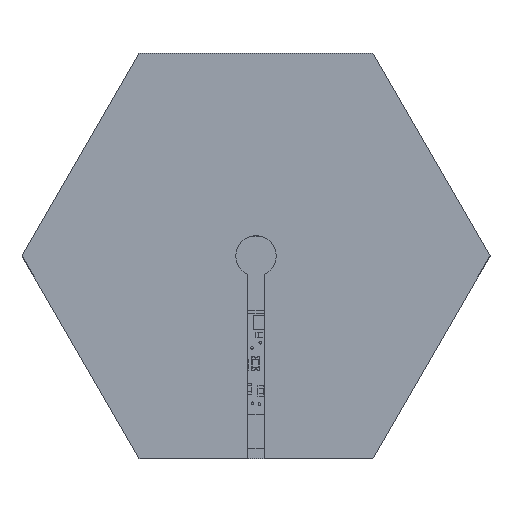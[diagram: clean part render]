
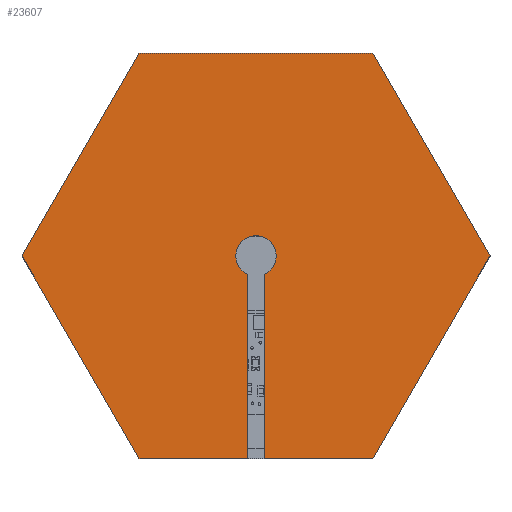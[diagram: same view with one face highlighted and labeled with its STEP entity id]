
A CAD part, top view. The second image highlights one B-rep face of the part: STEP entity #23607.
In plain terms, the highlighted planar face has unit normal (0, 0, 1).
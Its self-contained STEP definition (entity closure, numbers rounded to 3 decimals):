
#1230=CIRCLE('',#25053,3.);
#1932=FACE_OUTER_BOUND('',#3174,.T.);
#3174=EDGE_LOOP('',(#16240,#16241,#16242,#16243,#16244,#16245,#16246,#16247,
#16248,#16249));
#4743=LINE('',#33845,#7521);
#4746=LINE('',#33851,#7524);
#4750=LINE('',#33863,#7528);
#4753=LINE('',#33869,#7531);
#4756=LINE('',#33875,#7534);
#4759=LINE('',#33881,#7537);
#4762=LINE('',#33887,#7540);
#4765=LINE('',#33893,#7543);
#4768=LINE('',#33897,#7546);
#7521=VECTOR('',#27269,10.);
#7524=VECTOR('',#27274,10.);
#7528=VECTOR('',#27286,10.);
#7531=VECTOR('',#27291,10.);
#7534=VECTOR('',#27296,10.);
#7537=VECTOR('',#27301,10.);
#7540=VECTOR('',#27306,10.);
#7543=VECTOR('',#27311,10.);
#7546=VECTOR('',#27316,10.);
#10218=VERTEX_POINT('',#33842);
#10219=VERTEX_POINT('',#33844);
#10221=VERTEX_POINT('',#33850);
#10223=VERTEX_POINT('',#33856);
#10225=VERTEX_POINT('',#33862);
#10227=VERTEX_POINT('',#33868);
#10229=VERTEX_POINT('',#33874);
#10231=VERTEX_POINT('',#33880);
#10233=VERTEX_POINT('',#33886);
#10235=VERTEX_POINT('',#33892);
#12543=EDGE_CURVE('',#10219,#10218,#4743,.T.);
#12546=EDGE_CURVE('',#10221,#10219,#4746,.T.);
#12549=EDGE_CURVE('',#10223,#10221,#1230,.T.);
#12552=EDGE_CURVE('',#10225,#10223,#4750,.T.);
#12555=EDGE_CURVE('',#10227,#10225,#4753,.T.);
#12558=EDGE_CURVE('',#10229,#10227,#4756,.T.);
#12561=EDGE_CURVE('',#10231,#10229,#4759,.T.);
#12564=EDGE_CURVE('',#10233,#10231,#4762,.T.);
#12567=EDGE_CURVE('',#10235,#10233,#4765,.T.);
#12570=EDGE_CURVE('',#10218,#10235,#4768,.T.);
#16240=ORIENTED_EDGE('',*,*,#12570,.T.);
#16241=ORIENTED_EDGE('',*,*,#12567,.T.);
#16242=ORIENTED_EDGE('',*,*,#12564,.T.);
#16243=ORIENTED_EDGE('',*,*,#12561,.T.);
#16244=ORIENTED_EDGE('',*,*,#12558,.T.);
#16245=ORIENTED_EDGE('',*,*,#12555,.T.);
#16246=ORIENTED_EDGE('',*,*,#12552,.T.);
#16247=ORIENTED_EDGE('',*,*,#12549,.T.);
#16248=ORIENTED_EDGE('',*,*,#12546,.T.);
#16249=ORIENTED_EDGE('',*,*,#12543,.T.);
#22702=PLANE('',#25061);
#23607=ADVANCED_FACE('',(#1932),#22702,.T.);
#25053=AXIS2_PLACEMENT_3D('',#33857,#27280,#27281);
#25061=AXIS2_PLACEMENT_3D('',#33898,#27317,#27318);
#27269=DIRECTION('',(1.,0.,0.));
#27274=DIRECTION('',(0.,-1.,0.));
#27280=DIRECTION('center_axis',(0.,0.,-1.));
#27281=DIRECTION('ref_axis',(-1.,0.,0.));
#27286=DIRECTION('',(0.,1.,0.));
#27291=DIRECTION('',(1.,0.,0.));
#27296=DIRECTION('',(0.5,-0.866,0.));
#27301=DIRECTION('',(-0.5,-0.866,0.));
#27306=DIRECTION('',(-1.,0.,0.));
#27311=DIRECTION('',(-0.5,0.866,0.));
#27316=DIRECTION('',(0.5,0.866,0.));
#27317=DIRECTION('center_axis',(0.,0.,1.));
#27318=DIRECTION('ref_axis',(-1.,0.,0.));
#33842=CARTESIAN_POINT('',(17.321,-30.,10.));
#33844=CARTESIAN_POINT('',(1.25,-30.,10.));
#33845=CARTESIAN_POINT('',(-17.321,-30.,10.));
#33850=CARTESIAN_POINT('',(1.25,-2.727,10.));
#33851=CARTESIAN_POINT('',(1.25,-30.,10.));
#33856=CARTESIAN_POINT('',(-1.25,-2.727,10.));
#33857=CARTESIAN_POINT('Origin',(0.,0.,10.));
#33862=CARTESIAN_POINT('',(-1.25,-30.,10.));
#33863=CARTESIAN_POINT('',(-1.25,0.,10.));
#33868=CARTESIAN_POINT('',(-17.321,-30.,10.));
#33869=CARTESIAN_POINT('',(-17.321,-30.,10.));
#33874=CARTESIAN_POINT('',(-34.641,0.,10.));
#33875=CARTESIAN_POINT('',(-34.641,0.,10.));
#33880=CARTESIAN_POINT('',(-17.321,30.,10.));
#33881=CARTESIAN_POINT('',(-17.321,30.,10.));
#33886=CARTESIAN_POINT('',(17.321,30.,10.));
#33887=CARTESIAN_POINT('',(17.321,30.,10.));
#33892=CARTESIAN_POINT('',(34.641,0.,10.));
#33893=CARTESIAN_POINT('',(34.641,0.,10.));
#33897=CARTESIAN_POINT('',(17.321,-30.,10.));
#33898=CARTESIAN_POINT('Origin',(0.,0.,10.));
